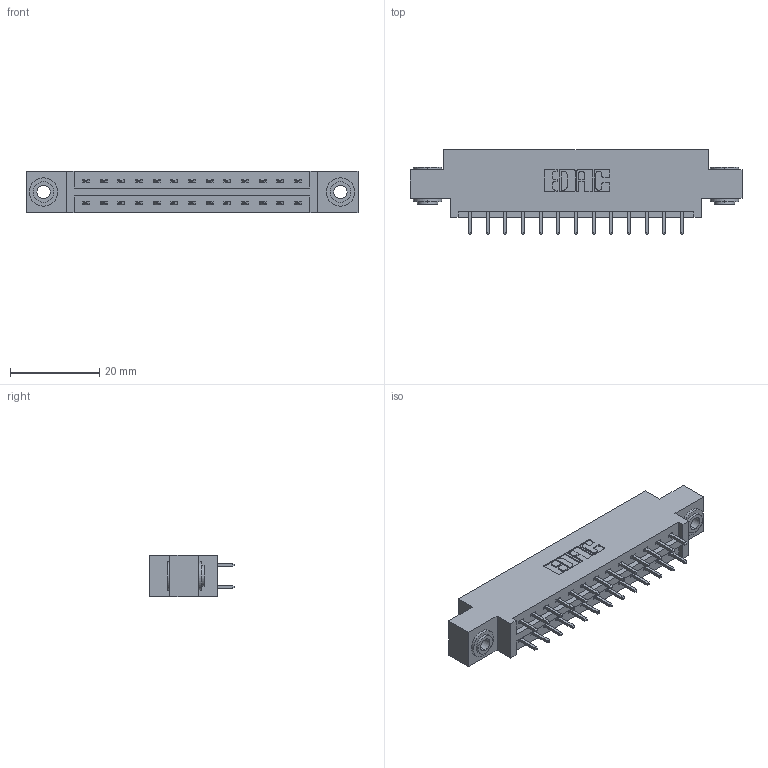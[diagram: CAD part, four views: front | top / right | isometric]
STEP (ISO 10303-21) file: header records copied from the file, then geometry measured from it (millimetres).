
FILE_DESCRIPTION (( 'STEP AP203' ), '1' );
FILE_NAME ('387-026-521-803.STEP', '2019-10-16T19:34:37', ( '' ), ( '' ), 'SwSTEP 2.0', 'SolidWorks 2016', '' );
FILE_SCHEMA (( 'CONFIG_CONTROL_DESIGN' ));
Length unit declared in the file: inch
Products named in the file (4): 345-292-001_345-293-121; 387-026-521-803; 345-250-002_345-250-002-102; 337 Part_0.170 Offset - 0.156 Dia-TH
Assembly tree (29 placements, depth 2):
  387-026-521-803
    337 Part_0.170 Offset - 0.156 Dia-TH
    345-292-001_345-293-121  x26
    345-250-002_345-250-002-102  x2
Bounding box: 74.52 x 19.06 x 9.4 mm (x, y, z)
Volume: 7359.1 mm3; surface area: 8293 mm2
Topology: 29 solids, 29 shells, 1560 faces, 4585 edges, 3018 vertices
Faces by surface type: plane 1072, cylinder 480, cone 8
Entity records: 14630 total; most frequent: CARTESIAN_POINT 2465, ORIENTED_EDGE 2394, DIRECTION 2183, EDGE_CURVE 1197, LINE 1045, VECTOR 1045, VERTEX_POINT 794, AXIS2_PLACEMENT_3D 569
